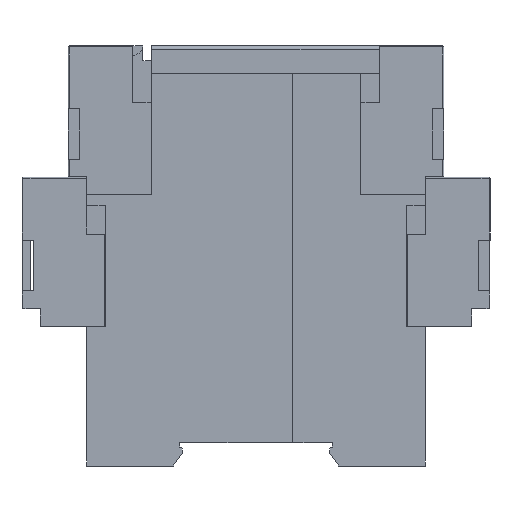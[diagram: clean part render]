
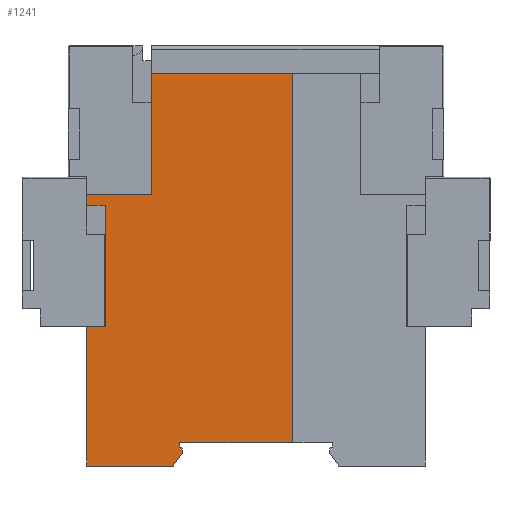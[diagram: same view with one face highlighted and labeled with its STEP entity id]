
A CAD part, left-side view. The second image highlights one B-rep face of the part: STEP entity #1241.
In plain terms, the highlighted planar face has unit normal (-1, 0, 0).
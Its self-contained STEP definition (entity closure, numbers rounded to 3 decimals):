
#1241=ADVANCED_FACE('NONE',(#3424),#3425,.F.);
#3424=FACE_OUTER_BOUND('',#6585,.T.);
#3425=PLANE('',#6586);
#6585=EDGE_LOOP('',(#10257,#10258,#10259,#10260,#10261,#10262,#10263,#10264,#10265,#10266,#10267,#10268,#10269,#10270,#10271,#10272,#10273,#10274));
#6586=AXIS2_PLACEMENT_3D('',#10275,#10276,#10277);
#10257=ORIENTED_EDGE('',*,*,#20151,.F.);
#10258=ORIENTED_EDGE('',*,*,#20152,.T.);
#10259=ORIENTED_EDGE('',*,*,#20153,.T.);
#10260=ORIENTED_EDGE('',*,*,#20154,.T.);
#10261=ORIENTED_EDGE('',*,*,#20155,.T.);
#10262=ORIENTED_EDGE('',*,*,#20156,.T.);
#10263=ORIENTED_EDGE('',*,*,#20157,.T.);
#10264=ORIENTED_EDGE('',*,*,#20158,.T.);
#10265=ORIENTED_EDGE('',*,*,#20159,.T.);
#10266=ORIENTED_EDGE('',*,*,#20160,.T.);
#10267=ORIENTED_EDGE('',*,*,#20161,.T.);
#10268=ORIENTED_EDGE('',*,*,#20162,.T.);
#10269=ORIENTED_EDGE('',*,*,#20163,.T.);
#10270=ORIENTED_EDGE('',*,*,#20164,.T.);
#10271=ORIENTED_EDGE('',*,*,#20165,.T.);
#10272=ORIENTED_EDGE('',*,*,#20166,.T.);
#10273=ORIENTED_EDGE('',*,*,#20167,.T.);
#10274=ORIENTED_EDGE('',*,*,#20168,.T.);
#10275=CARTESIAN_POINT('',(0.0,97.5,34.1));
#10276=DIRECTION('',(1.0,0.0,0.0));
#10277=DIRECTION('',(0.0,-1.0,0.0));
#20151=EDGE_CURVE('NONE',#24589,#24590,#24591,.T.);
#20152=EDGE_CURVE('NONE',#24589,#24592,#24593,.T.);
#20153=EDGE_CURVE('NONE',#24592,#24594,#24595,.T.);
#20154=EDGE_CURVE('NONE',#24594,#24596,#24597,.T.);
#20155=EDGE_CURVE('NONE',#24596,#24598,#24599,.T.);
#20156=EDGE_CURVE('NONE',#24598,#24600,#24601,.T.);
#20157=EDGE_CURVE('NONE',#24600,#24602,#24603,.T.);
#20158=EDGE_CURVE('NONE',#24602,#24604,#24605,.T.);
#20159=EDGE_CURVE('NONE',#24604,#24606,#24607,.T.);
#20160=EDGE_CURVE('NONE',#24606,#24608,#24609,.T.);
#20161=EDGE_CURVE('NONE',#24608,#24610,#24611,.T.);
#20162=EDGE_CURVE('NONE',#24610,#24612,#24613,.T.);
#20163=EDGE_CURVE('NONE',#24612,#24614,#24615,.T.);
#20164=EDGE_CURVE('NONE',#24614,#24616,#24617,.T.);
#20165=EDGE_CURVE('NONE',#24616,#24618,#24619,.T.);
#20166=EDGE_CURVE('NONE',#24618,#24620,#24621,.T.);
#20167=EDGE_CURVE('NONE',#24620,#24622,#24623,.T.);
#20168=EDGE_CURVE('NONE',#24622,#24590,#24624,.T.);
#24589=VERTEX_POINT('NONE',#30877);
#24590=VERTEX_POINT('NONE',#30878);
#24591=LINE('',#30879,#30880);
#24592=VERTEX_POINT('NONE',#30881);
#24593=LINE('',#30882,#30883);
#24594=VERTEX_POINT('NONE',#30884);
#24595=LINE('',#30885,#30886);
#24596=VERTEX_POINT('NONE',#30887);
#24597=LINE('',#30888,#30889);
#24598=VERTEX_POINT('NONE',#30890);
#24599=LINE('',#30891,#30892);
#24600=VERTEX_POINT('NONE',#30893);
#24601=LINE('',#30894,#30895);
#24602=VERTEX_POINT('NONE',#30896);
#24603=LINE('',#30897,#30898);
#24604=VERTEX_POINT('NONE',#30899);
#24605=LINE('',#30900,#30901);
#24606=VERTEX_POINT('NONE',#30902);
#24607=LINE('',#30903,#30904);
#24608=VERTEX_POINT('NONE',#30905);
#24609=LINE('',#30906,#30907);
#24610=VERTEX_POINT('NONE',#30908);
#24611=LINE('',#30909,#30910);
#24612=VERTEX_POINT('NONE',#30911);
#24613=LINE('',#30912,#30913);
#24614=VERTEX_POINT('NONE',#30914);
#24615=LINE('',#30915,#30916);
#24616=VERTEX_POINT('NONE',#30917);
#24617=LINE('',#30918,#30919);
#24618=VERTEX_POINT('NONE',#30920);
#24619=LINE('',#30921,#30922);
#24620=VERTEX_POINT('NONE',#30923);
#24621=LINE('',#30924,#30925);
#24622=VERTEX_POINT('NONE',#30926);
#24623=LINE('',#30927,#30928);
#24624=LINE('',#30929,#30930);
#30877=CARTESIAN_POINT('',(0.0,42.85,85.09));
#30878=CARTESIAN_POINT('',(0.,42.85,5.1));
#30879=CARTESIAN_POINT('',(0.,42.85,6.5));
#30880=VECTOR('',#39246,1000.0);
#30881=CARTESIAN_POINT('',(0.0,58.65,85.09));
#30882=CARTESIAN_POINT('',(0.0,58.65,85.09));
#30883=VECTOR('',#39247,1000.0);
#30884=CARTESIAN_POINT('',(0.0,58.65,85.05));
#30885=CARTESIAN_POINT('',(0.0,58.65,85.1));
#30886=VECTOR('',#39248,1000.0);
#30887=CARTESIAN_POINT('',(0.0,73.45,85.05));
#30888=CARTESIAN_POINT('',(0.0,58.75,85.05));
#30889=VECTOR('',#39249,1000.0);
#30890=CARTESIAN_POINT('',(0.0,73.45,58.79));
#30891=CARTESIAN_POINT('',(0.0,73.45,85.05));
#30892=VECTOR('',#39250,1000.0);
#30893=CARTESIAN_POINT('',(0.0,87.49,58.79));
#30894=CARTESIAN_POINT('',(0.0,73.45,58.79));
#30895=VECTOR('',#39251,1000.0);
#30896=CARTESIAN_POINT('',(0.0,87.49,56.6));
#30897=CARTESIAN_POINT('',(0.0,87.49,56.6));
#30898=VECTOR('',#39252,1000.0);
#30899=CARTESIAN_POINT('',(0.0,83.45,56.6));
#30900=CARTESIAN_POINT('',(0.0,87.5,56.6));
#30901=VECTOR('',#39253,1000.0);
#30902=CARTESIAN_POINT('',(0.0,83.45,30.29));
#30903=CARTESIAN_POINT('',(0.0,83.45,56.6));
#30904=VECTOR('',#39254,1000.0);
#30905=CARTESIAN_POINT('',(0.0,87.5,30.29));
#30906=CARTESIAN_POINT('',(0.0,83.45,30.29));
#30907=VECTOR('',#39255,1000.0);
#30908=CARTESIAN_POINT('',(0.0,87.5,0.));
#30909=CARTESIAN_POINT('',(0.0,87.5,0.));
#30910=VECTOR('',#39256,1000.0);
#30911=CARTESIAN_POINT('',(0.0,68.701,0.));
#30912=CARTESIAN_POINT('',(0.0,87.5,0.));
#30913=VECTOR('',#39257,1000.0);
#30914=CARTESIAN_POINT('',(0.0,66.6,3.0));
#30915=CARTESIAN_POINT('',(0.0,68.701,0.));
#30916=VECTOR('',#39258,1000.0);
#30917=CARTESIAN_POINT('',(0.0,66.6,3.179));
#30918=CARTESIAN_POINT('',(0.0,66.6,3.179));
#30919=VECTOR('',#39259,1000.0);
#30920=CARTESIAN_POINT('',(0.0,66.85,3.979));
#30921=CARTESIAN_POINT('',(0.0,66.6,3.179));
#30922=VECTOR('',#39260,1000.0);
#30923=CARTESIAN_POINT('',(0.0,67.3,4.1));
#30924=CARTESIAN_POINT('',(0.0,66.85,3.979));
#30925=VECTOR('',#39261,1000.0);
#30926=CARTESIAN_POINT('',(0.0,67.3,5.1));
#30927=CARTESIAN_POINT('',(0.0,67.3,4.1));
#30928=VECTOR('',#39262,1000.0);
#30929=CARTESIAN_POINT('',(0.0,67.3,5.1));
#30930=VECTOR('',#39263,1000.0);
#39246=DIRECTION('',(0.0,-0.0,-1.0));
#39247=DIRECTION('',(0.0,1.0,0.0));
#39248=DIRECTION('',(0.0,0.0,-1.0));
#39249=DIRECTION('',(0.0,1.0,0.0));
#39250=DIRECTION('',(0.0,0.0,-1.0));
#39251=DIRECTION('',(0.0,1.0,0.));
#39252=DIRECTION('',(-0.0,0.0,-1.0));
#39253=DIRECTION('',(0.0,-1.0,0.0));
#39254=DIRECTION('',(0.0,0.,-1.0));
#39255=DIRECTION('',(0.0,1.0,0.0));
#39256=DIRECTION('',(0.0,-0.0,-1.0));
#39257=DIRECTION('',(0.0,-1.0,0.0));
#39258=DIRECTION('',(0.0,-0.574,0.819));
#39259=DIRECTION('',(0.0,0.,1.0));
#39260=DIRECTION('',(0.0,0.298,0.954));
#39261=DIRECTION('',(0.0,0.966,0.259));
#39262=DIRECTION('',(0.0,0.0,1.0));
#39263=DIRECTION('',(0.0,-1.0,0.0));
